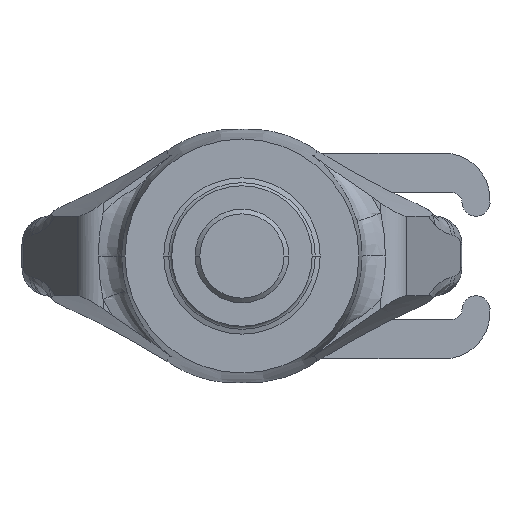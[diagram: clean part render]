
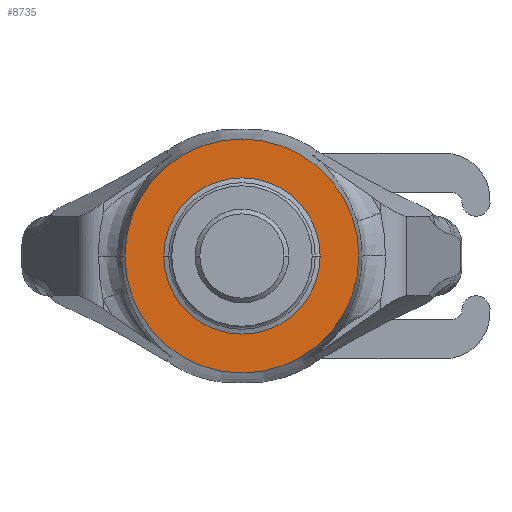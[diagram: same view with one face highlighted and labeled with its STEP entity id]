
A CAD part, front view. The second image highlights one B-rep face of the part: STEP entity #8735.
In plain terms, the highlighted planar face has unit normal (0, -1, 0).
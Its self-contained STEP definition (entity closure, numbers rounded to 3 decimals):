
#2=CARTESIAN_POINT('',(0.,-22.,0.));
#3=DIRECTION('',(0.,-1.,0.));
#4=DIRECTION('',(-1.,0.,0.));
#5=AXIS2_PLACEMENT_3D('',#2,#3,#4);
#7=CARTESIAN_POINT('',(0.,-22.,0.));
#8=DIRECTION('',(0.,-1.,0.));
#9=DIRECTION('',(1.,0.,0.));
#10=AXIS2_PLACEMENT_3D('',#7,#8,#9);
#12=CARTESIAN_POINT('',(0.,-22.,0.));
#13=DIRECTION('',(0.,-1.,0.));
#14=DIRECTION('',(1.,0.,0.));
#15=AXIS2_PLACEMENT_3D('',#12,#13,#14);
#579=CARTESIAN_POINT('',(0.,-22.,0.));
#580=DIRECTION('',(0.,1.,0.));
#581=DIRECTION('',(1.,0.,0.));
#582=AXIS2_PLACEMENT_3D('',#579,#580,#581);
#6894=CARTESIAN_POINT('',(12.5,-22.,0.));
#6895=CARTESIAN_POINT('',(-12.5,-22.,0.));
#6896=VERTEX_POINT('',#6894);
#6897=VERTEX_POINT('',#6895);
#7042=CARTESIAN_POINT('',(-8.35,-22.,0.));
#7043=CARTESIAN_POINT('',(8.35,-22.,0.));
#7044=VERTEX_POINT('',#7042);
#7045=VERTEX_POINT('',#7043);
#8718=CARTESIAN_POINT('',(0.,-22.,0.));
#8719=DIRECTION('',(0.,-1.,0.));
#8720=DIRECTION('',(-1.,0.,0.));
#8721=AXIS2_PLACEMENT_3D('',#8718,#8719,#8720);
#8722=PLANE('',#8721);
#8724=ORIENTED_EDGE('',*,*,#8723,.F.);
#8726=ORIENTED_EDGE('',*,*,#8725,.T.);
#8727=EDGE_LOOP('',(#8724,#8726));
#8728=FACE_OUTER_BOUND('',#8727,.F.);
#8730=ORIENTED_EDGE('',*,*,#8729,.T.);
#8732=ORIENTED_EDGE('',*,*,#8731,.T.);
#8733=EDGE_LOOP('',(#8730,#8732));
#8734=FACE_BOUND('',#8733,.F.);
#8735=ADVANCED_FACE('',(#8728,#8734),#8722,.T.);
#6=CIRCLE('',#5,8.35);
#11=CIRCLE('',#10,8.35);
#16=CIRCLE('',#15,12.5);
#583=CIRCLE('',#582,12.5);
#8723=EDGE_CURVE('',#6896,#6897,#16,.T.);
#8725=EDGE_CURVE('',#6896,#6897,#583,.T.);
#8729=EDGE_CURVE('',#7044,#7045,#6,.T.);
#8731=EDGE_CURVE('',#7045,#7044,#11,.T.);
